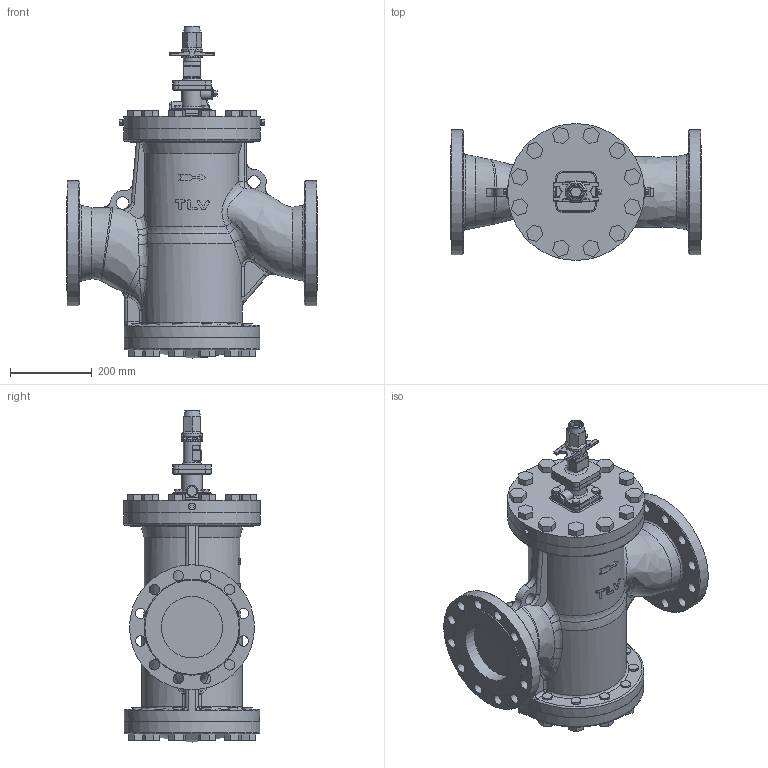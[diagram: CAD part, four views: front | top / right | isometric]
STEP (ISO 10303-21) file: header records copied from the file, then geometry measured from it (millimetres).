
FILE_DESCRIPTION(/* description */ (''),/* implementation_level */ '2;1');
FILE_NAME(/* name */ 'csr16-150-jis20-00.stp',/* time_stamp */ '2018-02-06T09:08:18+09:00',/* author */ ('nakaot'),/* organization */ (''),/* preprocessor_version */ 'ST-DEVELOPER v15.6',/* originating_system */ 'Autodesk Inventor 2015',/* authorisation */ '');
FILE_SCHEMA (('CONFIG_CONTROL_DESIGN'));
Length unit declared in the file: millimetre
Products named in the file (1): csr16-150-jis20-00
Bounding box: 612 x 334 x 810 mm (x, y, z)
Volume: 43544865.8 mm3; surface area: 1544269.2 mm2
Topology: 2 solids, 2 shells, 823 faces, 2052 edges, 1293 vertices
Faces by surface type: plane 391, cylinder 250, bspline 106, torus 47, sphere 17, cone 12
Full cylindrical faces by diameter (mm): 17 x3, 21 x1, 24 x48, 25 x24, 27 x1, 30 x3, 42 x1, 52 x1, 61.705 x1, 63.837 x1, 150 x2, 184.144 x1, 255.783 x1, 305 x2, 330 x2, 334 x2
Entity records: 30187 total; most frequent: CARTESIAN_POINT 11531, ORIENTED_EDGE 3784, DIRECTION 3676, EDGE_CURVE 1892, AXIS2_PLACEMENT_3D 1362, VERTEX_POINT 1253, EDGE_LOOP 1103, LINE 952
